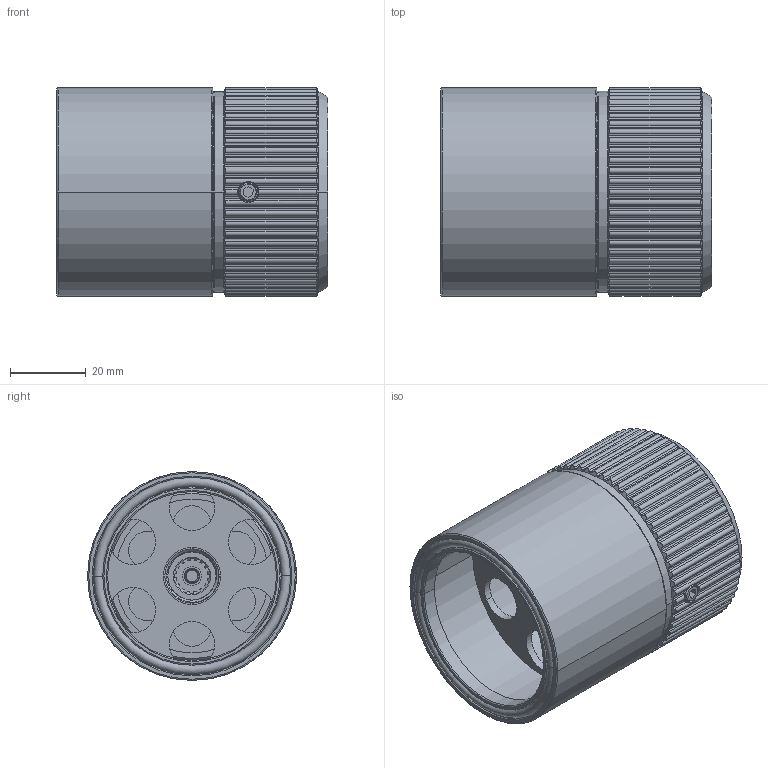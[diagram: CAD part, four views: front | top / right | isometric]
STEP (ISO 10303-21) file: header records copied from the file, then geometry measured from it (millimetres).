
FILE_DESCRIPTION((''),'2;1');
FILE_NAME('Z76200_ASM','2024-05-31T14:37:00',('PC'),(''),'CREO PARAMETRIC BY PTC INC, 2024063','CREO PARAMETRIC BY PTC INC, 2024063','');
FILE_SCHEMA(('CONFIG_CONTROL_DESIGN','SHAPE_APPEARANCE_LAYERS_GROUPS'));
Length unit declared in the file: millimetre
Products named in the file (8): 919236; 940252; 9490000; 916237; 981244; 953183; 981047; Z76200_ASM
Assembly tree (7 placements, depth 2):
  Z76200_ASM
    919236
    940252
    9490000
    916237
    981244
    953183
    981047
Bounding box: 71.65 x 55 x 55 mm (x, y, z)
Volume: 43442.6 mm3; surface area: 48472.9 mm2
Topology: 7 solids, 7 shells, 639 faces, 1752 edges, 1144 vertices
Faces by surface type: cylinder 430, plane 85, cone 49, bspline 37, torus 36, sphere 2
Entity records: 38979 total; most frequent: CARTESIAN_POINT 18141, ORIENTED_EDGE 3500, DIRECTION 2830, PRESENTATION_STYLE_ASSIGNMENT 1757, STYLED_ITEM 1757, CURVE_STYLE 1750, EDGE_CURVE 1750, VERTEX_POINT 1144
